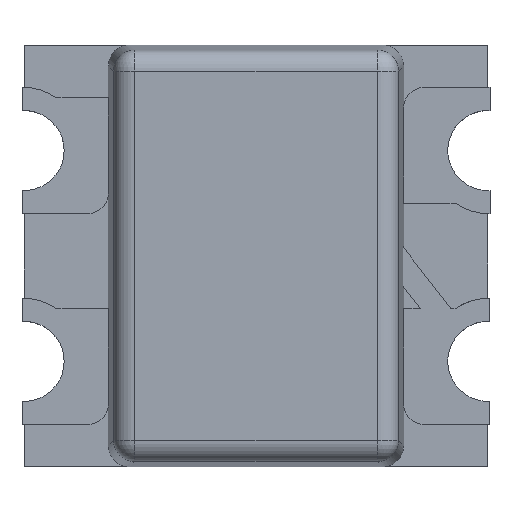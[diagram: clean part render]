
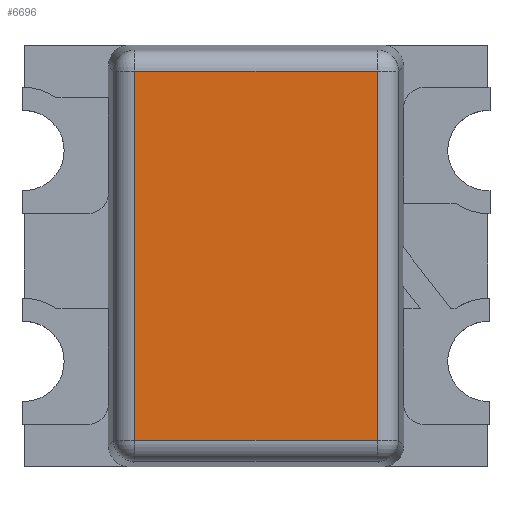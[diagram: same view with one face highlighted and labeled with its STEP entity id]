
A CAD part, top view. The second image highlights one B-rep face of the part: STEP entity #6696.
In plain terms, the highlighted planar face has unit normal (0, 0, 1).
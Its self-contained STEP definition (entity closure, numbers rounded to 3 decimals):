
#263 = CARTESIAN_POINT ( 'NONE',  ( 0.576, 0.876, 0.84 ) ) ;
#347 = CARTESIAN_POINT ( 'NONE',  ( -0.576, -0.876, 0.84 ) ) ;
#452 = EDGE_CURVE ( 'NONE', #2370, #2462, #4267, .T. ) ;
#1291 = VECTOR ( 'NONE', #5008, 1000. ) ;
#1662 = VERTEX_POINT ( 'NONE', #263 ) ;
#1694 = VECTOR ( 'NONE', #5247, 1000. ) ;
#1912 = CARTESIAN_POINT ( 'NONE',  ( -0.671, 0.876, 0.84 ) ) ;
#2370 = VERTEX_POINT ( 'NONE', #6504 ) ;
#2396 = CARTESIAN_POINT ( 'NONE',  ( 0.671, -0.876, 0.84 ) ) ;
#2462 = VERTEX_POINT ( 'NONE', #347 ) ;
#2617 = DIRECTION ( 'NONE',  ( 0., 0., 1. ) ) ;
#2896 = EDGE_CURVE ( 'NONE', #1662, #2370, #5033, .T. ) ;
#3154 = ORIENTED_EDGE ( 'NONE', *, *, #7445, .T. ) ;
#3189 = VERTEX_POINT ( 'NONE', #5438 ) ;
#3606 = LINE ( 'NONE', #6708, #1291 ) ;
#3635 = AXIS2_PLACEMENT_3D ( 'NONE', #5023, #2617, #3882 ) ;
#3882 = DIRECTION ( 'NONE',  ( 1., 0., 0. ) ) ;
#4108 = CARTESIAN_POINT ( 'NONE',  ( -0.576, -0.971, 0.84 ) ) ;
#4267 = LINE ( 'NONE', #4108, #1694 ) ;
#4284 = VECTOR ( 'NONE', #4860, 1000. ) ;
#4409 = ORIENTED_EDGE ( 'NONE', *, *, #452, .T. ) ;
#4476 = VECTOR ( 'NONE', #7078, 1000. ) ;
#4860 = DIRECTION ( 'NONE',  ( -1., 0., 0. ) ) ;
#4973 = FACE_OUTER_BOUND ( 'NONE', #7470, .T. ) ;
#5008 = DIRECTION ( 'NONE',  ( 0., 1., 0. ) ) ;
#5023 = CARTESIAN_POINT ( 'NONE',  ( 0., 0., 0.84 ) ) ;
#5033 = LINE ( 'NONE', #1912, #4284 ) ;
#5247 = DIRECTION ( 'NONE',  ( 0., -1., 0. ) ) ;
#5438 = CARTESIAN_POINT ( 'NONE',  ( 0.576, -0.876, 0.84 ) ) ;
#6018 = LINE ( 'NONE', #2396, #4476 ) ;
#6093 = EDGE_CURVE ( 'NONE', #3189, #1662, #3606, .T. ) ;
#6204 = ORIENTED_EDGE ( 'NONE', *, *, #2896, .T. ) ;
#6504 = CARTESIAN_POINT ( 'NONE',  ( -0.576, 0.876, 0.84 ) ) ;
#6696 = ADVANCED_FACE ( 'NONE', ( #4973 ), #6749, .T. ) ;
#6708 = CARTESIAN_POINT ( 'NONE',  ( 0.576, 0.971, 0.84 ) ) ;
#6749 = PLANE ( 'NONE',  #3635 ) ;
#7078 = DIRECTION ( 'NONE',  ( 1., 0., 0. ) ) ;
#7445 = EDGE_CURVE ( 'NONE', #2462, #3189, #6018, .T. ) ;
#7467 = ORIENTED_EDGE ( 'NONE', *, *, #6093, .T. ) ;
#7470 = EDGE_LOOP ( 'NONE', ( #4409, #3154, #7467, #6204 ) ) ;
